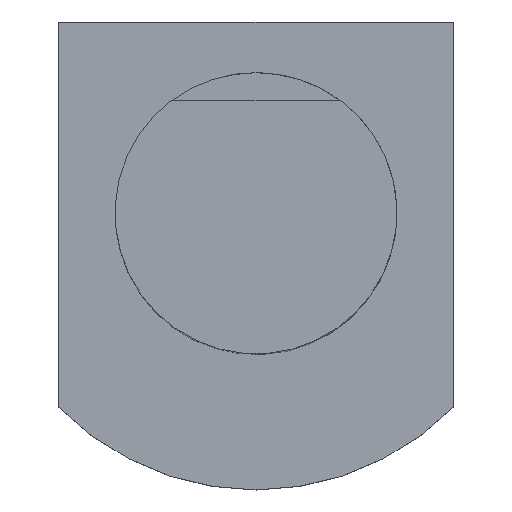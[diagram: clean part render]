
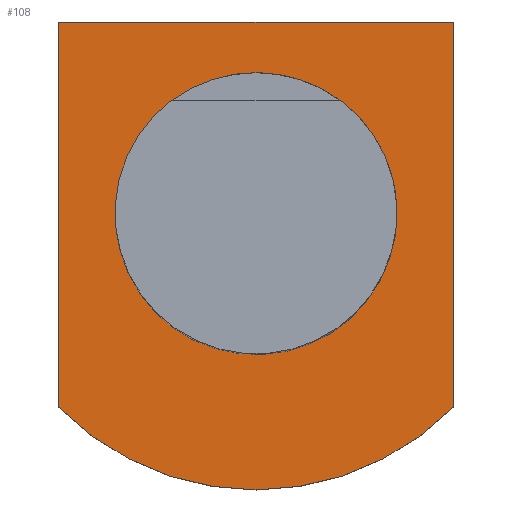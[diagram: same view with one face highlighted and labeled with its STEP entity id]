
A CAD part, top view. The second image highlights one B-rep face of the part: STEP entity #108.
In plain terms, the highlighted planar face has unit normal (0, 0, 1).
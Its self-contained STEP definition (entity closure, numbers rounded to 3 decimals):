
#108=ADVANCED_FACE('',(#182),#157,.T.);
#157=PLANE('',#878);
#182=FACE_OUTER_BOUND('',#222,.T.);
#222=EDGE_LOOP('',(#323,#324,#325,#326));
#280=CIRCLE('',#877,49.);
#323=ORIENTED_EDGE('',*,*,#632,.F.);
#324=ORIENTED_EDGE('',*,*,#633,.T.);
#325=ORIENTED_EDGE('',*,*,#634,.F.);
#326=ORIENTED_EDGE('',*,*,#635,.F.);
#553=VERTEX_POINT('',#1219);
#554=VERTEX_POINT('',#1220);
#555=VERTEX_POINT('',#1222);
#556=VERTEX_POINT('',#1224);
#632=EDGE_CURVE('',#553,#554,#747,.T.);
#633=EDGE_CURVE('',#553,#555,#748,.T.);
#634=EDGE_CURVE('',#556,#555,#749,.T.);
#635=EDGE_CURVE('',#554,#556,#280,.T.);
#747=LINE('',#1218,#800);
#748=LINE('',#1221,#801);
#749=LINE('',#1223,#802);
#800=VECTOR('',#977,1.);
#801=VECTOR('',#978,1.);
#802=VECTOR('',#979,1.);
#877=AXIS2_PLACEMENT_3D('',#1225,#980,#981);
#878=AXIS2_PLACEMENT_3D('',#1226,#982,#983);
#977=DIRECTION('',(0.,-1.,0.));
#978=DIRECTION('',(-1.,0.,0.));
#979=DIRECTION('',(0.,1.,0.));
#980=DIRECTION('',(0.,0.,-1.));
#981=DIRECTION('',(-1.,0.,0.));
#982=DIRECTION('',(0.,0.,1.));
#983=DIRECTION('',(1.,0.,0.));
#1218=CARTESIAN_POINT('',(35.,0.,0.));
#1219=CARTESIAN_POINT('',(35.,34.,0.));
#1220=CARTESIAN_POINT('',(35.,-34.293,0.));
#1221=CARTESIAN_POINT('',(-49.,34.,0.));
#1222=CARTESIAN_POINT('',(-35.,34.,0.));
#1223=CARTESIAN_POINT('',(-35.,0.,0.));
#1224=CARTESIAN_POINT('',(-35.,-34.293,0.));
#1225=CARTESIAN_POINT('',(0.,0.,0.));
#1226=CARTESIAN_POINT('',(-49.,0.,0.));
